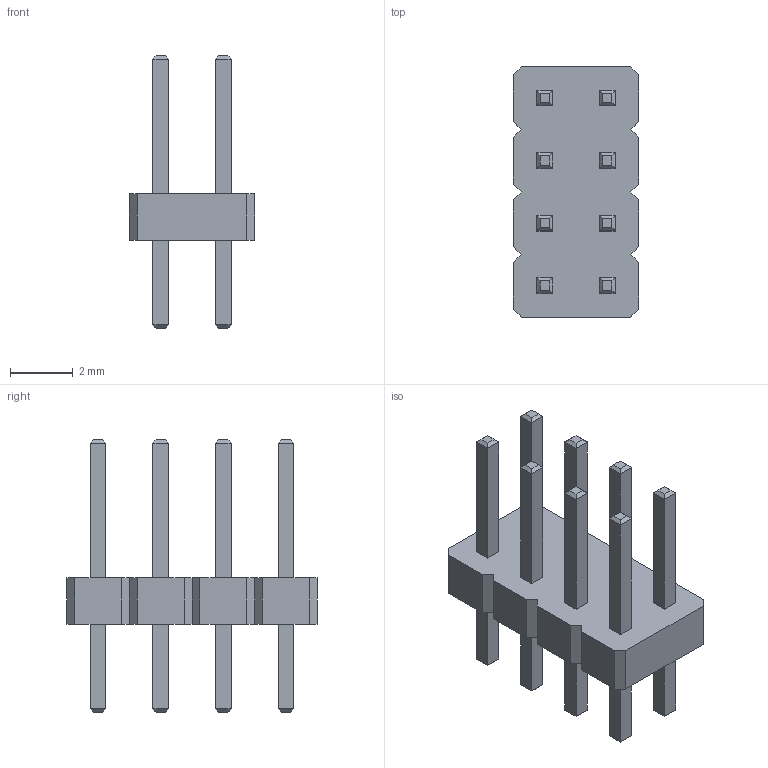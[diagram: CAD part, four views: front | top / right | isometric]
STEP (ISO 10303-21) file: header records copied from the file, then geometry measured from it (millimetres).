
FILE_DESCRIPTION(('FreeCAD Model'),'2;1');
FILE_NAME('./generated_pinheaders//PinHeader_Straight_2x04x2.00mm.step', '2016-03-29T23:02:39',('Author'),(''), 'Open CASCADE STEP processor 6.8','FreeCAD','Unknown');
FILE_SCHEMA(('AUTOMOTIVE_DESIGN_CC2 { 1 2 10303 214 -1 1 5 4 }'));
Length unit declared in the file: millimetre
Products named in the file (1): PinHeader_Straight_2x04x200mm
Bounding box: 4 x 8 x 8.7 mm (x, y, z)
Volume: 61.5 mm3; surface area: 213 mm2
Topology: 1 solids, 1 shells, 172 faces, 398 edges, 244 vertices
Faces by surface type: plane 172
Entity records: 10953 total; most frequent: CARTESIAN_POINT 1739, DIRECTION 1412, LINE 1066, VECTOR 1066, ORIENTED_EDGE 796, PCURVE 796, DEFINITIONAL_REPRESENTATION 796, EDGE_CURVE 398
